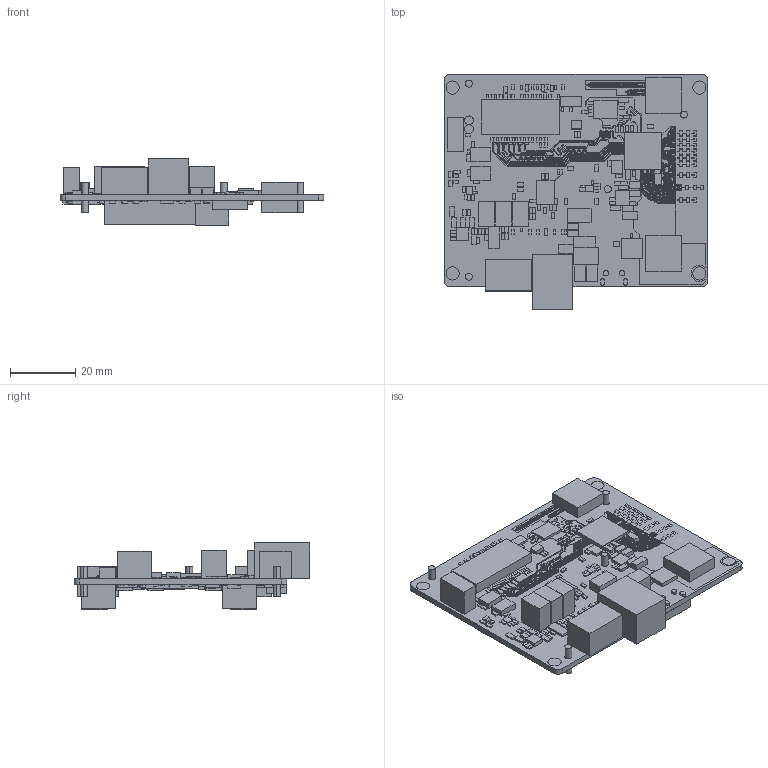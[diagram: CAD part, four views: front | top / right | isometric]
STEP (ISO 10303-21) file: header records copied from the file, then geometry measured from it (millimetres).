
FILE_DESCRIPTION(/* description */ ('PCB Design'),/* implementation_level */ '2;1');
FILE_NAME(/* name */ 'IWR1443BOOST-Rev-A_mechanics',/* time_stamp */ '2017-11-17T10:45:18-06:00',/* author */ ('a0271760'),/* organization */ (''),/* preprocessor_version */ 'ST-DEVELOPER v16',/* originating_system */ 'allegro_17.2P028',/* authorisation */ '');
FILE_SCHEMA (('AUTOMOTIVE_DESIGN { 1 0 10303 214 3 1 1 }'));
Length unit declared in the file: inch
Products named in the file (164): IWR1443BOOST-REV-A_MECHANICS; BOARD_OUTLINE; EXTERNAL COPPER; TOP; PADS_TOP; CIRCLE_1377; CIRCLE_2240; RECT_8661X8465; RECT_5710X4720; RECT_2640X1180; RECT_2441X1378; CIRCLE_5709; OBLONG_7087X4331; CIRCLE_4000; RECT_6299X6299; CIRCLE_6299; RECT_5980X5980; CIRCLE_5980; RECT_8661X4134; RECT_4134X3937; CIRCLE_6400; RECT_3940X3540; RECT_6693X2165; CIRCLE_27559; RECT_10630X4530; RECT_7990X4490; RECT_4134X2756; CIRCLE_16000; RECT_2440X2240; RECT_3740X3540; RECT_6702X6702; CIRCLE_6702; RECT_1570X1180; RECT_6100X2360; RECT_8937X1102; RECT_10000X1693; RECT_18504X1693; CIRCLE_980; RECT_1810X1650; RECT_15748X5906 ...
Assembly tree (2040 placements, depth 5):
  IWR1443BOOST-REV-A_MECHANICS
    BOARD_OUTLINE
    EXTERNAL COPPER
      TOP
        PADS_TOP
          CIRCLE_1377  x465
          CIRCLE_2240
          RECT_8661X8465  x2
          RECT_5710X4720  x4
          RECT_2640X1180  x12
          RECT_2441X1378  x4
          CIRCLE_5709  x2
          OBLONG_7087X4331  x2
          CIRCLE_4000  x4
          RECT_6299X6299  x4
          CIRCLE_6299  x4
          RECT_5980X5980
          CIRCLE_5980  x2
          RECT_8661X4134  x2
          RECT_4134X3937
          CIRCLE_6400  x2
          RECT_3940X3540  x10
          RECT_6693X2165  x2
          CIRCLE_27559  x2
          RECT_10630X4530  x6
          RECT_7990X4490  x2
          RECT_4134X2756  x3
          CIRCLE_16000  x4
          RECT_2440X2240  x110
          RECT_3740X3540  x8
          RECT_6702X6702
          CIRCLE_6702  x2
          RECT_1570X1180  x6
          RECT_6100X2360  x8
          RECT_8937X1102  x60
          RECT_10000X1693  x2
          RECT_18504X1693  x2
          CIRCLE_980  x2
          RECT_1810X1650  x150
          RECT_15748X5906
          RECT_13780X5906  x2
          RECT_5710X4130  x4
          RECT_8858X7087  x4
          SHAPE_U85_35SHP  x8
          SHAPE_U380_150SHP
          CIRCLE_1300  x161
          RECT_7874X3150  x2
          RECT_4130X1770  x8
          RECT_16140X13780
          RECT_7090X4530  x2
          RECT_5710X4530  x8
          RECT_3940X3740  x10
          RECT_2600X2280  x44
        TRACES_TOP
        SHAPES_TOP
          SHAPE_1
          SHAPE_2
          SHAPE_3
          SHAPE_4
          SHAPE_5
Bounding box: 80.77 x 72.2 x 20.32 mm (x, y, z)
Surface area: 27751.4 mm2 (no closed solid volume)
Topology: 0 solids, 2148 shells, 3957 faces, 11719 edges, 9904 vertices
Faces by surface type: plane 3895, cylinder 62
Entity records: 50253 total; most frequent: DIRECTION 7149, CARTESIAN_POINT 6064, AXIS2_PLACEMENT_3D 5180, ORIENTED_EDGE 4117, VERTEX_POINT 3482, EDGE_CURVE 3453, VECTOR 2922, LINE 2922
